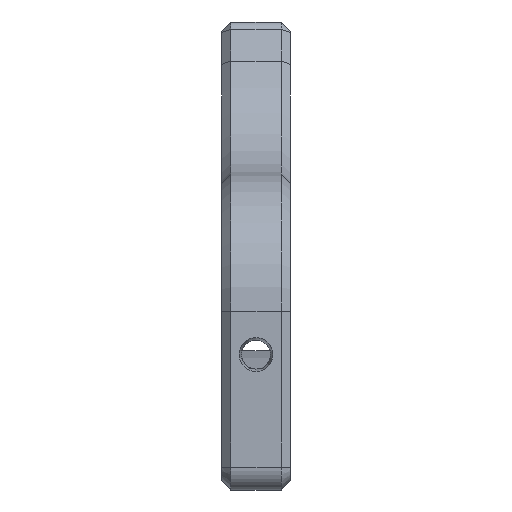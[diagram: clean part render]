
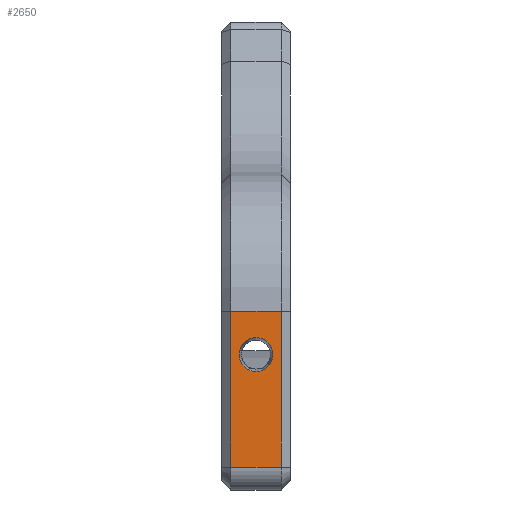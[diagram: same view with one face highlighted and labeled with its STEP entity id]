
A CAD part, left-side view. The second image highlights one B-rep face of the part: STEP entity #2650.
In plain terms, the highlighted planar face has unit normal (-1, 0, 0).
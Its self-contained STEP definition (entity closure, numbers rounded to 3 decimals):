
#62=FACE_BOUND('',#464,.T.);
#76=PLANE('',#2834);
#292=FACE_OUTER_BOUND('',#463,.T.);
#463=EDGE_LOOP('',(#1872,#1873,#1874,#1875));
#464=EDGE_LOOP('',(#1876));
#646=B_SPLINE_CURVE_WITH_KNOTS('',3,(#4019,#4020,#4021,#4022,#4023,#4024,
#4025,#4026,#4027,#4028),.UNSPECIFIED.,.T.,.F.,(4,1,1,1,1,1,1,4),(-3.142,
-2.244,-1.346,-0.449,0.449,
1.346,2.244,3.142),.UNSPECIFIED.);
#671=LINE('',#4036,#951);
#672=LINE('',#4038,#952);
#673=LINE('',#4040,#953);
#674=LINE('',#4041,#954);
#951=VECTOR('',#3107,10.);
#952=VECTOR('',#3108,10.);
#953=VECTOR('',#3109,10.);
#954=VECTOR('',#3110,10.);
#1231=VERTEX_POINT('',#4001);
#1235=VERTEX_POINT('',#4034);
#1236=VERTEX_POINT('',#4035);
#1237=VERTEX_POINT('',#4037);
#1238=VERTEX_POINT('',#4039);
#1464=EDGE_CURVE('',#1231,#1231,#646,.T.);
#1467=EDGE_CURVE('',#1235,#1236,#671,.T.);
#1468=EDGE_CURVE('',#1237,#1235,#672,.T.);
#1469=EDGE_CURVE('',#1238,#1237,#673,.T.);
#1470=EDGE_CURVE('',#1238,#1236,#674,.T.);
#1872=ORIENTED_EDGE('',*,*,#1467,.F.);
#1873=ORIENTED_EDGE('',*,*,#1468,.F.);
#1874=ORIENTED_EDGE('',*,*,#1469,.F.);
#1875=ORIENTED_EDGE('',*,*,#1470,.T.);
#1876=ORIENTED_EDGE('',*,*,#1464,.F.);
#2650=ADVANCED_FACE('',(#292,#62),#76,.T.);
#2834=AXIS2_PLACEMENT_3D('',#4033,#3105,#3106);
#3105=DIRECTION('center_axis',(-1.,0.,0.));
#3106=DIRECTION('ref_axis',(0.,0.,1.));
#3107=DIRECTION('',(0.,0.,1.));
#3108=DIRECTION('',(0.,1.,0.));
#3109=DIRECTION('',(0.,0.,-1.));
#3110=DIRECTION('',(0.,1.,0.));
#4001=CARTESIAN_POINT('',(-95.001,7.5,-35.902));
#4019=CARTESIAN_POINT('Ctrl Pts',(-95.001,7.5,-35.902));
#4020=CARTESIAN_POINT('Ctrl Pts',(-95.001,6.392,-35.902));
#4021=CARTESIAN_POINT('Ctrl Pts',(-95.001,4.19,-34.841));
#4022=CARTESIAN_POINT('Ctrl Pts',(-95.001,3.359,-31.254));
#4023=CARTESIAN_POINT('Ctrl Pts',(-95.,5.663,-28.382));
#4024=CARTESIAN_POINT('Ctrl Pts',(-95.,9.341,-28.373));
#4025=CARTESIAN_POINT('Ctrl Pts',(-95.001,11.63,-31.256));
#4026=CARTESIAN_POINT('Ctrl Pts',(-95.001,10.816,-34.842));
#4027=CARTESIAN_POINT('Ctrl Pts',(-95.001,8.608,-35.902));
#4028=CARTESIAN_POINT('Ctrl Pts',(-95.001,7.5,-35.902));
#4033=CARTESIAN_POINT('Origin',(-95.003,0.,-56.807));
#4034=CARTESIAN_POINT('',(-95.003,13.,-56.807));
#4035=CARTESIAN_POINT('',(-95.,13.,-22.742));
#4036=CARTESIAN_POINT('',(-95.001,13.,-33.724));
#4037=CARTESIAN_POINT('',(-95.003,2.,-56.807));
#4038=CARTESIAN_POINT('',(-95.003,0.,-56.807));
#4039=CARTESIAN_POINT('',(-95.,2.,-22.742));
#4040=CARTESIAN_POINT('',(-95.001,2.,-33.724));
#4041=CARTESIAN_POINT('',(-95.,0.,-22.742));
